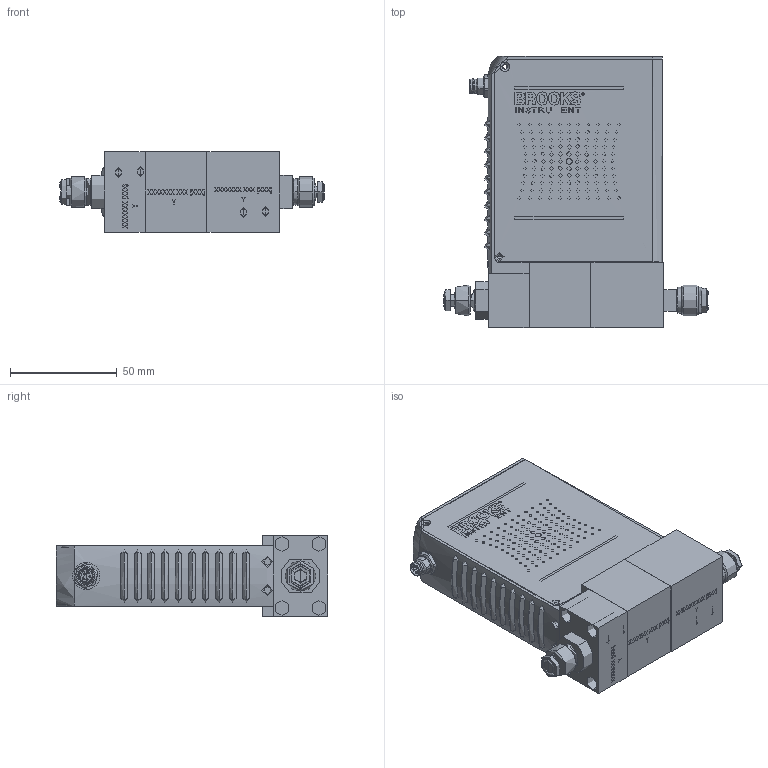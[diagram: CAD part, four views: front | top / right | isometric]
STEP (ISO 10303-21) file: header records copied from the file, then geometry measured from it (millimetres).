
FILE_DESCRIPTION (( 'STEP AP203' ), '1' );
FILE_NAME ('GF125-VX-E0.STEP', '2017-02-23T16:08:41', ( 'mrutkowski' ), ( 'Hewlett-Packard Company' ), 'SwSTEP 2.0', 'SolidWorks 2014', '' );
FILE_SCHEMA (( 'CONFIG_CONTROL_DESIGN' ));
Products named in the file (1): GF125-VX-E0
Bounding box: 123.9 x 127 x 37.6 mm (x, y, z)
Topology: 0 solids, 571 shells, 1247 faces, 6404 edges, 5793 vertices
Faces by surface type: plane 814, bspline 190, cylinder 189, cone 52, torus 2
Entity records: 104736 total; most frequent: CARTESIAN_POINT 62344, ORIENTED_EDGE 8175, EDGE_CURVE 6376, VERTEX_POINT 5777, DIRECTION 5404, B_SPLINE_CURVE_WITH_KNOTS 3410, VECTOR 2556, LINE 2556
